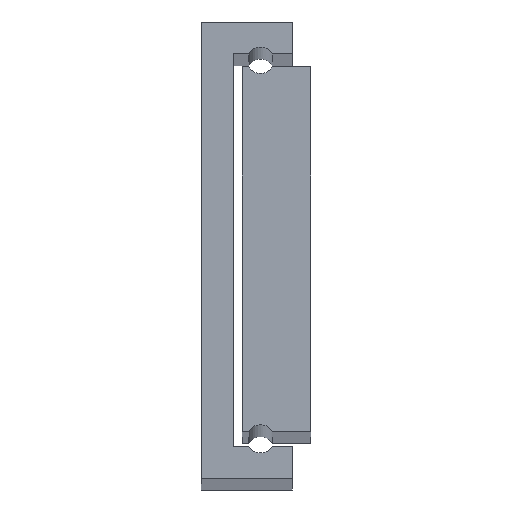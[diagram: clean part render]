
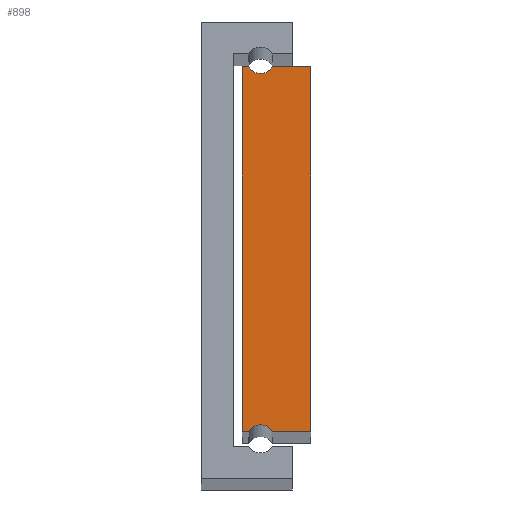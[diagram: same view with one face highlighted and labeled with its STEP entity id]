
A CAD part, top view. The second image highlights one B-rep face of the part: STEP entity #898.
In plain terms, the highlighted planar face has unit normal (0, 0, 1).
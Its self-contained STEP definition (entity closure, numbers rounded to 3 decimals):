
#46 = ORIENTED_EDGE ( 'NONE', *, *, #286, .T. ) ;
#61 = EDGE_LOOP ( 'NONE', ( #1004, #1549, #2207, #2941, #2024, #660, #2442, #46 ) ) ;
#128 = DIRECTION ( 'NONE',  ( 1., 0., 0. ) ) ;
#152 = CARTESIAN_POINT ( 'NONE',  ( 10.429, 78.924, 750. ) ) ;
#226 = CARTESIAN_POINT ( 'NONE',  ( -0.571, -2.576, 750. ) ) ;
#240 = LINE ( 'NONE', #2167, #2547 ) ;
#255 = CARTESIAN_POINT ( 'NONE',  ( -3.169, 78.924, 750. ) ) ;
#286 = EDGE_CURVE ( 'NONE', #2703, #2022, #528, .T. ) ;
#289 = VECTOR ( 'NONE', #1161, 1000. ) ;
#393 = VERTEX_POINT ( 'NONE', #916 ) ;
#435 = EDGE_CURVE ( 'NONE', #818, #2075, #2215, .T. ) ;
#452 = DIRECTION ( 'NONE',  ( -1., 0., 0. ) ) ;
#484 = CARTESIAN_POINT ( 'NONE',  ( 2.027, 78.924, 750. ) ) ;
#528 = LINE ( 'NONE', #255, #1557 ) ;
#614 = EDGE_CURVE ( 'NONE', #810, #818, #240, .T. ) ;
#650 = VECTOR ( 'NONE', #2953, 1000. ) ;
#660 = ORIENTED_EDGE ( 'NONE', *, *, #1520, .T. ) ;
#719 = CARTESIAN_POINT ( 'NONE',  ( -4.571, 78.924, 750. ) ) ;
#764 = DIRECTION ( 'NONE',  ( 0., 1., 0. ) ) ;
#768 = DIRECTION ( 'NONE',  ( -1., 0., 0. ) ) ;
#810 = VERTEX_POINT ( 'NONE', #3034 ) ;
#818 = VERTEX_POINT ( 'NONE', #2801 ) ;
#849 = AXIS2_PLACEMENT_3D ( 'NONE', #226, #2586, #3046 ) ;
#892 = EDGE_CURVE ( 'NONE', #2022, #810, #1393, .T. ) ;
#898 = ADVANCED_FACE ( 'NONE', ( #1889 ), #2848, .F. ) ;
#916 = CARTESIAN_POINT ( 'NONE',  ( 10.429, -1.076, 750. ) ) ;
#994 = CARTESIAN_POINT ( 'NONE',  ( 10.429, -1.076, 750. ) ) ;
#1004 = ORIENTED_EDGE ( 'NONE', *, *, #892, .T. ) ;
#1094 = CIRCLE ( 'NONE', #1451, 3. ) ;
#1161 = DIRECTION ( 'NONE',  ( 0., -1., 0. ) ) ;
#1207 = VECTOR ( 'NONE', #764, 1000. ) ;
#1214 = DIRECTION ( 'NONE',  ( -1., 0., 0. ) ) ;
#1237 = LINE ( 'NONE', #994, #1207 ) ;
#1263 = CARTESIAN_POINT ( 'NONE',  ( 10.429, 78.924, 750. ) ) ;
#1393 = LINE ( 'NONE', #2360, #289 ) ;
#1443 = EDGE_CURVE ( 'NONE', #2042, #2703, #1094, .T. ) ;
#1451 = AXIS2_PLACEMENT_3D ( 'NONE', #2340, #2588, #2104 ) ;
#1520 = EDGE_CURVE ( 'NONE', #2824, #2042, #2402, .T. ) ;
#1549 = ORIENTED_EDGE ( 'NONE', *, *, #614, .T. ) ;
#1557 = VECTOR ( 'NONE', #1214, 1000. ) ;
#1644 = CARTESIAN_POINT ( 'NONE',  ( -0.571, -2.576, 750. ) ) ;
#1857 = VECTOR ( 'NONE', #768, 1000. ) ;
#1889 = FACE_OUTER_BOUND ( 'NONE', #61, .T. ) ;
#1927 = LINE ( 'NONE', #2398, #650 ) ;
#1995 = EDGE_CURVE ( 'NONE', #2075, #393, #1927, .T. ) ;
#2022 = VERTEX_POINT ( 'NONE', #719 ) ;
#2024 = ORIENTED_EDGE ( 'NONE', *, *, #2098, .T. ) ;
#2042 = VERTEX_POINT ( 'NONE', #484 ) ;
#2046 = AXIS2_PLACEMENT_3D ( 'NONE', #1644, #2605, #452 ) ;
#2075 = VERTEX_POINT ( 'NONE', #2903 ) ;
#2098 = EDGE_CURVE ( 'NONE', #393, #2824, #1237, .T. ) ;
#2104 = DIRECTION ( 'NONE',  ( 1., 0., 0. ) ) ;
#2167 = CARTESIAN_POINT ( 'NONE',  ( -4.571, -1.076, 750. ) ) ;
#2207 = ORIENTED_EDGE ( 'NONE', *, *, #435, .T. ) ;
#2215 = CIRCLE ( 'NONE', #849, 3. ) ;
#2340 = CARTESIAN_POINT ( 'NONE',  ( -0.571, 80.424, 750. ) ) ;
#2360 = CARTESIAN_POINT ( 'NONE',  ( -4.571, 78.924, 750. ) ) ;
#2398 = CARTESIAN_POINT ( 'NONE',  ( 2.027, -1.076, 750. ) ) ;
#2402 = LINE ( 'NONE', #1263, #1857 ) ;
#2442 = ORIENTED_EDGE ( 'NONE', *, *, #1443, .T. ) ;
#2547 = VECTOR ( 'NONE', #128, 1000. ) ;
#2586 = DIRECTION ( 'NONE',  ( 0., 0., -1. ) ) ;
#2588 = DIRECTION ( 'NONE',  ( 0., 0., -1. ) ) ;
#2605 = DIRECTION ( 'NONE',  ( 0., 0., -1. ) ) ;
#2703 = VERTEX_POINT ( 'NONE', #3031 ) ;
#2801 = CARTESIAN_POINT ( 'NONE',  ( -3.169, -1.076, 750. ) ) ;
#2824 = VERTEX_POINT ( 'NONE', #152 ) ;
#2848 = PLANE ( 'NONE',  #2046 ) ;
#2903 = CARTESIAN_POINT ( 'NONE',  ( 2.027, -1.076, 750. ) ) ;
#2941 = ORIENTED_EDGE ( 'NONE', *, *, #1995, .T. ) ;
#2953 = DIRECTION ( 'NONE',  ( 1., 0., 0. ) ) ;
#3031 = CARTESIAN_POINT ( 'NONE',  ( -3.169, 78.924, 750. ) ) ;
#3034 = CARTESIAN_POINT ( 'NONE',  ( -4.571, -1.076, 750. ) ) ;
#3046 = DIRECTION ( 'NONE',  ( -1., 0., 0. ) ) ;
